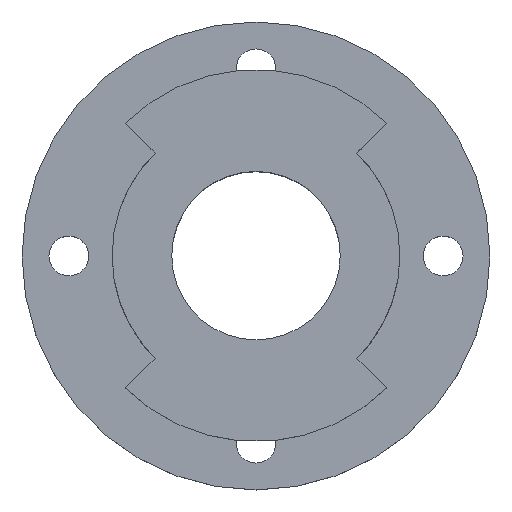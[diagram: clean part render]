
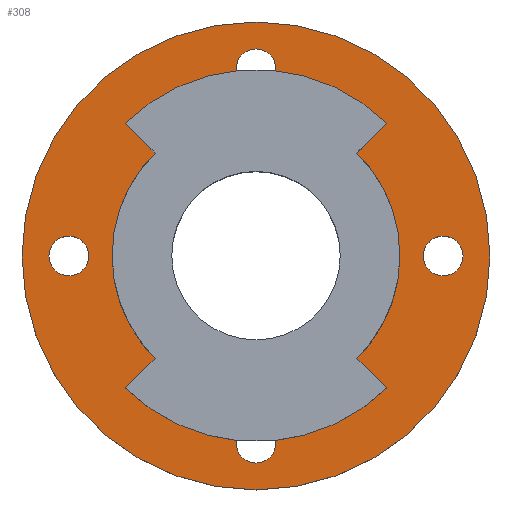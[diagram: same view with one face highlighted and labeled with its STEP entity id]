
A CAD part, top view. The second image highlights one B-rep face of the part: STEP entity #308.
In plain terms, the highlighted planar face has unit normal (0, 0, 1).
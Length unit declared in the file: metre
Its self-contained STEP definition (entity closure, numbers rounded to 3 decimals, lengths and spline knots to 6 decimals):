
#20=PLANE('',#356);
#25=CIRCLE('',#331,0.0123);
#37=CIRCLE('',#355,0.02);
#38=CIRCLE('',#357,0.0017);
#39=CIRCLE('',#358,0.0017);
#40=CIRCLE('',#359,0.0017);
#41=CIRCLE('',#360,0.0017);
#102=ORIENTED_EDGE('',*,*,#149,.F.);
#103=ORIENTED_EDGE('',*,*,#150,.F.);
#104=ORIENTED_EDGE('',*,*,#151,.F.);
#105=ORIENTED_EDGE('',*,*,#152,.F.);
#106=ORIENTED_EDGE('',*,*,#124,.F.);
#107=ORIENTED_EDGE('',*,*,#148,.F.);
#124=EDGE_CURVE('',#161,#161,#25,.T.);
#148=EDGE_CURVE('',#177,#177,#37,.T.);
#149=EDGE_CURVE('',#178,#178,#38,.T.);
#150=EDGE_CURVE('',#179,#179,#39,.T.);
#151=EDGE_CURVE('',#180,#180,#40,.T.);
#152=EDGE_CURVE('',#181,#181,#41,.T.);
#161=VERTEX_POINT('',#480);
#177=VERTEX_POINT('',#532);
#178=VERTEX_POINT('',#535);
#179=VERTEX_POINT('',#537);
#180=VERTEX_POINT('',#539);
#181=VERTEX_POINT('',#541);
#236=EDGE_LOOP('',(#102));
#237=EDGE_LOOP('',(#103));
#238=EDGE_LOOP('',(#104));
#239=EDGE_LOOP('',(#105));
#240=EDGE_LOOP('',(#106));
#241=EDGE_LOOP('',(#107));
#272=FACE_BOUND('',#236,.T.);
#273=FACE_BOUND('',#237,.T.);
#274=FACE_BOUND('',#238,.T.);
#275=FACE_BOUND('',#239,.T.);
#276=FACE_BOUND('',#240,.T.);
#277=FACE_BOUND('',#241,.T.);
#308=ADVANCED_FACE('',(#272,#273,#274,#275,#276,#277),#20,.F.);
#331=AXIS2_PLACEMENT_3D('',#479,#381,#382);
#355=AXIS2_PLACEMENT_3D('',#531,#441,#442);
#356=AXIS2_PLACEMENT_3D('',#533,#443,#444);
#357=AXIS2_PLACEMENT_3D('',#534,#445,#446);
#358=AXIS2_PLACEMENT_3D('',#536,#447,#448);
#359=AXIS2_PLACEMENT_3D('',#538,#449,#450);
#360=AXIS2_PLACEMENT_3D('',#540,#451,#452);
#381=DIRECTION('',(0.,0.,1.));
#382=DIRECTION('',(1.,0.,0.));
#441=DIRECTION('',(0.,0.,-1.));
#442=DIRECTION('',(-1.,0.,0.));
#443=DIRECTION('',(0.,0.,-1.));
#444=DIRECTION('',(1.,0.,0.));
#445=DIRECTION('',(0.,0.,1.));
#446=DIRECTION('',(1.,0.,0.));
#447=DIRECTION('',(0.,0.,1.));
#448=DIRECTION('',(1.,0.,0.));
#449=DIRECTION('',(0.,0.,1.));
#450=DIRECTION('',(1.,0.,0.));
#451=DIRECTION('',(0.,0.,1.));
#452=DIRECTION('',(1.,0.,0.));
#479=CARTESIAN_POINT('',(0.,0.,-0.011));
#480=CARTESIAN_POINT('',(0.0123,0.,-0.011));
#531=CARTESIAN_POINT('',(0.,0.,-0.011));
#532=CARTESIAN_POINT('',(-0.02,0.,-0.011));
#533=CARTESIAN_POINT('',(0.,0.,-0.011));
#534=CARTESIAN_POINT('',(0.,-0.016,-0.011));
#535=CARTESIAN_POINT('',(0.0017,-0.016,-0.011));
#536=CARTESIAN_POINT('',(-0.016,0.,-0.011));
#537=CARTESIAN_POINT('',(-0.0143,0.,-0.011));
#538=CARTESIAN_POINT('',(0.,0.016,-0.011));
#539=CARTESIAN_POINT('',(0.0017,0.016,-0.011));
#540=CARTESIAN_POINT('',(0.016,0.,-0.011));
#541=CARTESIAN_POINT('',(0.0177,0.,-0.011));
